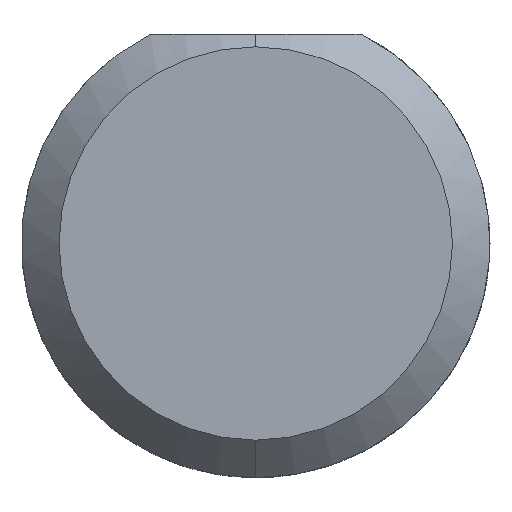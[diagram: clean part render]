
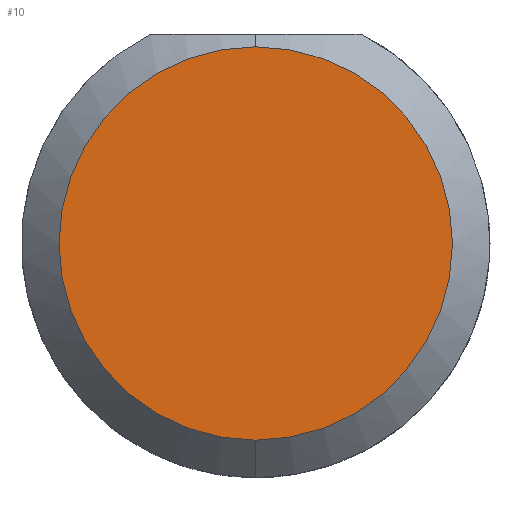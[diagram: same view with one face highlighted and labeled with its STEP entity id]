
A CAD part, left-side view. The second image highlights one B-rep face of the part: STEP entity #10.
In plain terms, the highlighted planar face has unit normal (-1, 0, 0).
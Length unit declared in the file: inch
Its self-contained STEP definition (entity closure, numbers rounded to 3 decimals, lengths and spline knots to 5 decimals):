
#10 = ADVANCED_FACE ( 'NONE', ( #171 ), #183, .F. ) ;
#27 = DIRECTION ( 'NONE',  ( 0., 0., 1. ) ) ;
#130 = EDGE_CURVE ( 'NONE', #536, #458, #531, .T. ) ;
#139 = DIRECTION ( 'NONE',  ( 0., 0., -1. ) ) ;
#171 = FACE_OUTER_BOUND ( 'NONE', #512, .T. ) ;
#183 = PLANE ( 'NONE',  #728 ) ;
#196 = CARTESIAN_POINT ( 'NONE',  ( 0., 0., -0.0786 ) ) ;
#249 = ORIENTED_EDGE ( 'NONE', *, *, #294, .T. ) ;
#294 = EDGE_CURVE ( 'NONE', #458, #536, #403, .T. ) ;
#308 = CARTESIAN_POINT ( 'NONE',  ( 0., 0., 0. ) ) ;
#310 = CARTESIAN_POINT ( 'NONE',  ( 0., 0., 0.0786 ) ) ;
#339 = AXIS2_PLACEMENT_3D ( 'NONE', #738, #678, #27 ) ;
#361 = DIRECTION ( 'NONE',  ( -1., 0., 0. ) ) ;
#400 = ORIENTED_EDGE ( 'NONE', *, *, #130, .T. ) ;
#403 = CIRCLE ( 'NONE', #339, 0.0786 ) ;
#458 = VERTEX_POINT ( 'NONE', #196 ) ;
#478 = DIRECTION ( 'NONE',  ( 0., 0., 1. ) ) ;
#512 = EDGE_LOOP ( 'NONE', ( #249, #400 ) ) ;
#531 = CIRCLE ( 'NONE', #609, 0.0786 ) ;
#536 = VERTEX_POINT ( 'NONE', #310 ) ;
#609 = AXIS2_PLACEMENT_3D ( 'NONE', #615, #361, #478 ) ;
#615 = CARTESIAN_POINT ( 'NONE',  ( 0., 0., 0. ) ) ;
#662 = DIRECTION ( 'NONE',  ( 1., 0., 0. ) ) ;
#678 = DIRECTION ( 'NONE',  ( -1., 0., 0. ) ) ;
#728 = AXIS2_PLACEMENT_3D ( 'NONE', #308, #662, #139 ) ;
#738 = CARTESIAN_POINT ( 'NONE',  ( 0., 0., 0. ) ) ;
